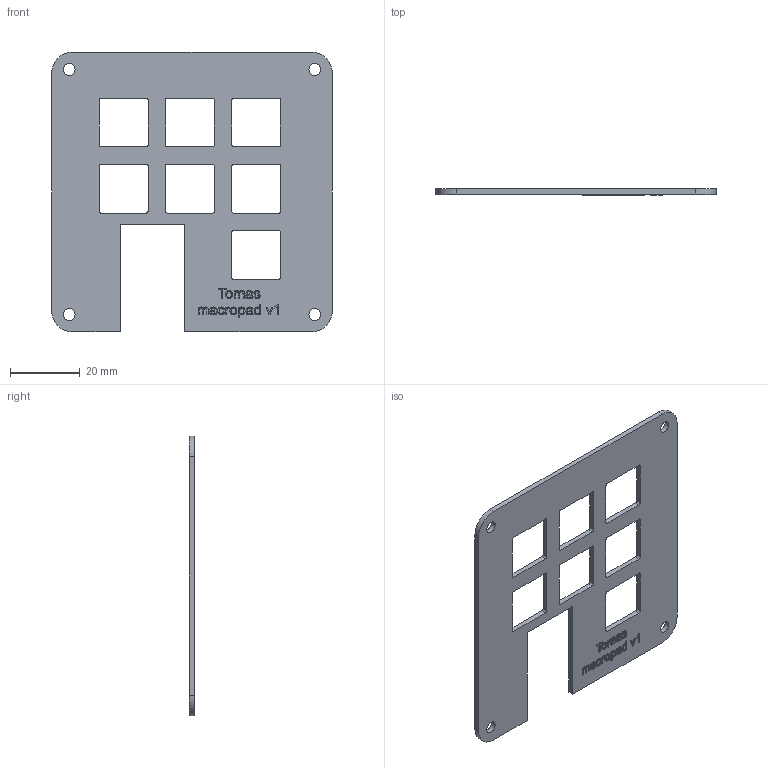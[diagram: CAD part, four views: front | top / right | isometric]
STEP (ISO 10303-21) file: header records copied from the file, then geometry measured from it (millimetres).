
FILE_DESCRIPTION(/* description */ (''),/* implementation_level */ '2;1');
FILE_NAME(/* name */ '8180ac05-259b-477b-83a5-1c5dc58e6a51.stp',/* time_stamp */ '2025-12-11T16:08:03Z',/* author */ (''),/* organization */ (''),/* preprocessor_version */ 'ST-DEVELOPER v20.1',/* originating_system */ 'Autodesk Translation Framework v14.24.0.0',/* authorisation */ '');
FILE_SCHEMA (('AUTOMOTIVE_DESIGN { 1 0 10303 214 3 1 1 }'));
Length unit declared in the file: millimetre
Products named in the file (1): top
Bounding box: 80.7 x 1.7 x 80.5 mm (x, y, z)
Volume: 6733.9 mm3; surface area: 10211.8 mm2
Topology: 1 solids, 1 shells, 433 faces, 1227 edges, 818 vertices
Faces by surface type: bspline 263, plane 134, cylinder 36
Full cylindrical faces by diameter (mm): 3.4 x4
Entity records: 16520 total; most frequent: CARTESIAN_POINT 6950, ORIENTED_EDGE 2454, EDGE_CURVE 1227, DIRECTION 1115, VERTEX_POINT 818, LINE 629, VECTOR 629, B_SPLINE_CURVE_WITH_KNOTS 526
